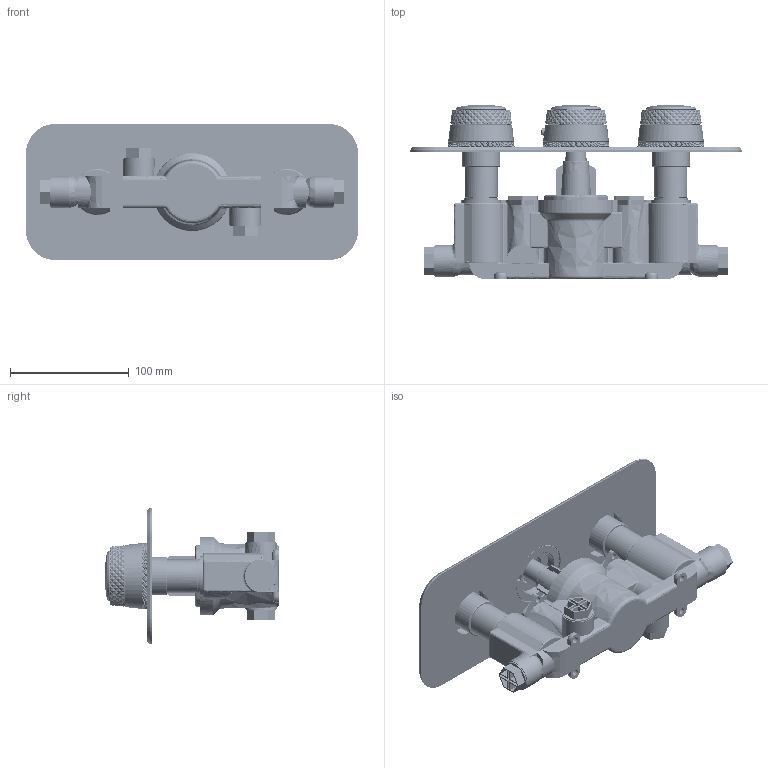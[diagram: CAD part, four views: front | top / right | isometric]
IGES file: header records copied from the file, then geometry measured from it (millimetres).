
Global section: file name: T1005-CCR T1005-CBR; native system: Autodesk Inventor 2020; preprocessor: unknown; author: rclarke; date: 20200203.120232; units: millimetre
Bounding box: 280 x 147.36 x 115 mm (x, y, z)
Volume: 661458.7 mm3; surface area: 380916.9 mm2
Topology: 88 solids, 93 shells, 16700 faces, 38205 edges, 21878 vertices
Faces by surface type: bspline 16700
